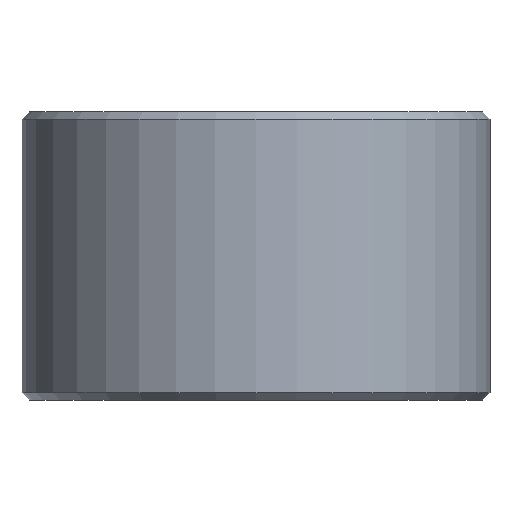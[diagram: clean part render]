
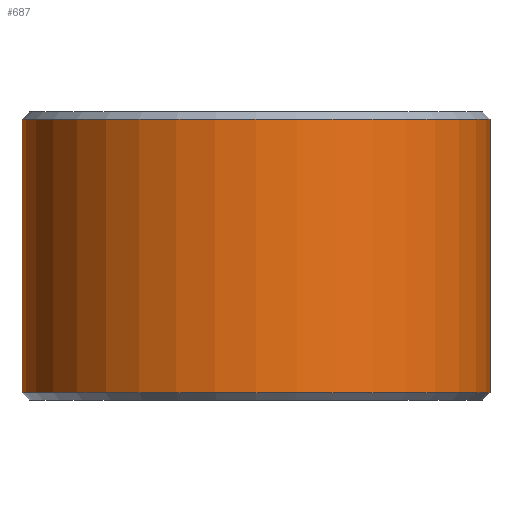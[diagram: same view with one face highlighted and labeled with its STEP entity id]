
A CAD part, front view. The second image highlights one B-rep face of the part: STEP entity #687.
In plain terms, the highlighted cylindrical face has radius 6.5 mm (diameter 13 mm), a partial arc.
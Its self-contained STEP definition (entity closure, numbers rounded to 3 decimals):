
#71 = ORIENTED_EDGE ( 'NONE', *, *, #320, .T. ) ;
#124 = EDGE_CURVE ( 'NONE', #1072, #180, #951, .T. ) ;
#130 = CARTESIAN_POINT ( 'NONE',  ( 0., 0., 0. ) ) ;
#153 = EDGE_CURVE ( 'NONE', #592, #230, #920, .T. ) ;
#173 = AXIS2_PLACEMENT_3D ( 'NONE', #130, #412, #408 ) ;
#180 = VERTEX_POINT ( 'NONE', #1131 ) ;
#197 = CIRCLE ( 'NONE', #1083, 6.5 ) ;
#215 = VECTOR ( 'NONE', #703, 1000. ) ;
#230 = VERTEX_POINT ( 'NONE', #337 ) ;
#254 = AXIS2_PLACEMENT_3D ( 'NONE', #792, #655, #663 ) ;
#299 = CARTESIAN_POINT ( 'NONE',  ( 6.5, 0., 0. ) ) ;
#302 = CARTESIAN_POINT ( 'NONE',  ( -6.5, 0., -3.8 ) ) ;
#306 = VECTOR ( 'NONE', #952, 1000. ) ;
#320 = EDGE_CURVE ( 'NONE', #180, #230, #999, .T. ) ;
#337 = CARTESIAN_POINT ( 'NONE',  ( -6.5, 0., 3.8 ) ) ;
#408 = DIRECTION ( 'NONE',  ( 1., 0., 0. ) ) ;
#412 = DIRECTION ( 'NONE',  ( 0., 0., 1. ) ) ;
#485 = CYLINDRICAL_SURFACE ( 'NONE', #173, 6.5 ) ;
#592 = VERTEX_POINT ( 'NONE', #302 ) ;
#613 = CARTESIAN_POINT ( 'NONE',  ( 0., 0., -3.8 ) ) ;
#655 = DIRECTION ( 'NONE',  ( 0., 0., -1. ) ) ;
#663 = DIRECTION ( 'NONE',  ( 1., 0., 0. ) ) ;
#683 = FACE_OUTER_BOUND ( 'NONE', #861, .T. ) ;
#687 = ADVANCED_FACE ( 'NONE', ( #683 ), #485, .T. ) ;
#703 = DIRECTION ( 'NONE',  ( 0., 0., 1. ) ) ;
#712 = DIRECTION ( 'NONE',  ( 1., 0., 0. ) ) ;
#792 = CARTESIAN_POINT ( 'NONE',  ( 0., 0., 3.8 ) ) ;
#848 = ORIENTED_EDGE ( 'NONE', *, *, #995, .T. ) ;
#854 = CARTESIAN_POINT ( 'NONE',  ( 6.5, 0., -3.8 ) ) ;
#861 = EDGE_LOOP ( 'NONE', ( #937, #848, #1189, #71 ) ) ;
#920 = LINE ( 'NONE', #941, #306 ) ;
#937 = ORIENTED_EDGE ( 'NONE', *, *, #153, .F. ) ;
#941 = CARTESIAN_POINT ( 'NONE',  ( -6.5, 0., 0. ) ) ;
#951 = LINE ( 'NONE', #299, #215 ) ;
#952 = DIRECTION ( 'NONE',  ( 0., 0., 1. ) ) ;
#995 = EDGE_CURVE ( 'NONE', #592, #1072, #197, .T. ) ;
#999 = CIRCLE ( 'NONE', #254, 6.5 ) ;
#1044 = DIRECTION ( 'NONE',  ( 0., 0., 1. ) ) ;
#1072 = VERTEX_POINT ( 'NONE', #854 ) ;
#1083 = AXIS2_PLACEMENT_3D ( 'NONE', #613, #1044, #712 ) ;
#1131 = CARTESIAN_POINT ( 'NONE',  ( 6.5, 0., 3.8 ) ) ;
#1189 = ORIENTED_EDGE ( 'NONE', *, *, #124, .T. ) ;
